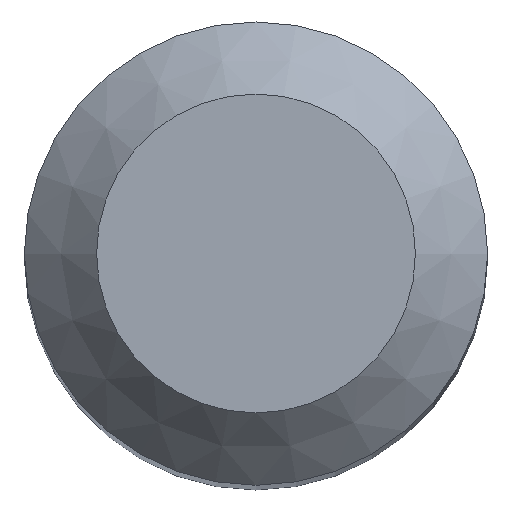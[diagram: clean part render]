
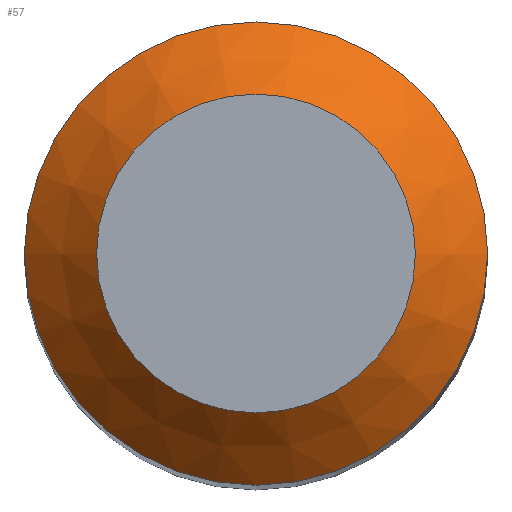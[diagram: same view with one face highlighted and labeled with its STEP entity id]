
A CAD part, top view. The second image highlights one B-rep face of the part: STEP entity #57.
In plain terms, the highlighted conical face has half-angle 45 degrees and reference radius 3 mm.
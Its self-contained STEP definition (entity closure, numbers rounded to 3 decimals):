
#57=ADVANCED_FACE('',(#84,#85),#65,.T.);
#65=CONICAL_SURFACE('',#203,3.,45.);
#72=CIRCLE('',#200,2.065);
#73=CIRCLE('',#202,3.);
#84=FACE_BOUND('',#101,.T.);
#85=FACE_BOUND('',#102,.T.);
#101=EDGE_LOOP('',(#119));
#102=EDGE_LOOP('',(#120));
#119=ORIENTED_EDGE('',*,*,#143,.T.);
#120=ORIENTED_EDGE('',*,*,#144,.F.);
#133=VERTEX_POINT('',#309);
#134=VERTEX_POINT('',#312);
#143=EDGE_CURVE('',#133,#133,#72,.T.);
#144=EDGE_CURVE('',#134,#134,#73,.T.);
#200=AXIS2_PLACEMENT_3D('',#308,#235,#236);
#202=AXIS2_PLACEMENT_3D('',#311,#239,#240);
#203=AXIS2_PLACEMENT_3D('',#313,#241,#242);
#235=DIRECTION('',(0.,0.,-1.));
#236=DIRECTION('',(-1.,0.,0.));
#239=DIRECTION('',(0.,0.,-1.));
#240=DIRECTION('',(-1.,0.,0.));
#241=DIRECTION('',(0.,0.,-1.));
#242=DIRECTION('',(-1.,0.,0.));
#308=CARTESIAN_POINT('',(0.,0.,0.));
#309=CARTESIAN_POINT('',(-2.065,0.,0.));
#311=CARTESIAN_POINT('',(0.,0.,-0.935));
#312=CARTESIAN_POINT('',(-3.,0.,-0.935));
#313=CARTESIAN_POINT('',(0.,0.,-0.935));
